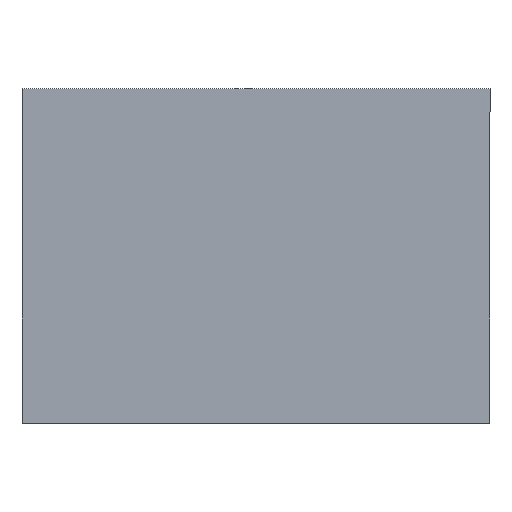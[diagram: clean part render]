
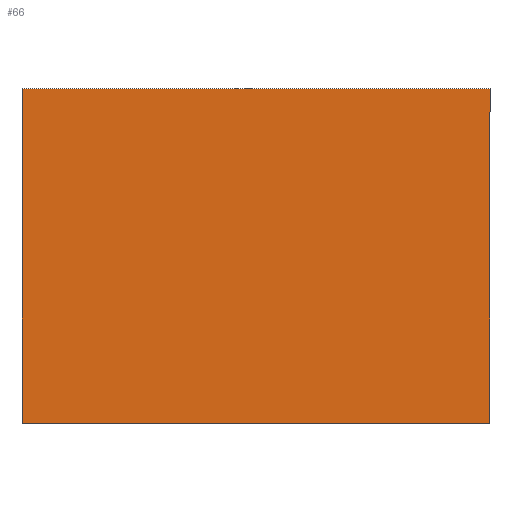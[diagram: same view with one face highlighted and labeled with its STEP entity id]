
A CAD part, top view. The second image highlights one B-rep face of the part: STEP entity #66.
In plain terms, the highlighted planar face has unit normal (0, 0, 1).
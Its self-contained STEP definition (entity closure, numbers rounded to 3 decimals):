
#26 = CARTESIAN_POINT ( 'NONE',  ( 63.057, 24.532, 2.3 ) ) ;
#27 = EDGE_LOOP ( 'NONE', ( #172, #68, #55, #102 ) ) ;
#32 = VERTEX_POINT ( 'NONE', #171 ) ;
#37 = CARTESIAN_POINT ( 'NONE',  ( 63.057, 37.032, 2.3 ) ) ;
#45 = LINE ( 'NONE', #132, #160 ) ;
#46 = LINE ( 'NONE', #37, #96 ) ;
#47 = AXIS2_PLACEMENT_3D ( 'NONE', #59, #170, #75 ) ;
#52 = DIRECTION ( 'NONE',  ( 0., 1., 0. ) ) ;
#55 = ORIENTED_EDGE ( 'NONE', *, *, #150, .T. ) ;
#59 = CARTESIAN_POINT ( 'NONE',  ( 0., 0., 2.3 ) ) ;
#62 = EDGE_CURVE ( 'NONE', #32, #186, #45, .T. ) ;
#66 = ADVANCED_FACE ( 'NONE', ( #97 ), #153, .T. ) ;
#68 = ORIENTED_EDGE ( 'NONE', *, *, #166, .T. ) ;
#75 = DIRECTION ( 'NONE',  ( 1., 0., 0. ) ) ;
#77 = CARTESIAN_POINT ( 'NONE',  ( 45.557, 37.032, 2.3 ) ) ;
#85 = LINE ( 'NONE', #106, #113 ) ;
#96 = VECTOR ( 'NONE', #52, 1000. ) ;
#97 = FACE_OUTER_BOUND ( 'NONE', #27, .T. ) ;
#102 = ORIENTED_EDGE ( 'NONE', *, *, #62, .T. ) ;
#106 = CARTESIAN_POINT ( 'NONE',  ( 45.557, 24.532, 2.3 ) ) ;
#113 = VECTOR ( 'NONE', #164, 1000. ) ;
#124 = CARTESIAN_POINT ( 'NONE',  ( 45.557, 37.032, 2.3 ) ) ;
#132 = CARTESIAN_POINT ( 'NONE',  ( 45.557, 37.032, 2.3 ) ) ;
#139 = EDGE_CURVE ( 'NONE', #186, #162, #176, .T. ) ;
#142 = CARTESIAN_POINT ( 'NONE',  ( 45.557, 24.532, 2.3 ) ) ;
#149 = VERTEX_POINT ( 'NONE', #26 ) ;
#150 = EDGE_CURVE ( 'NONE', #149, #32, #46, .T. ) ;
#153 = PLANE ( 'NONE',  #47 ) ;
#160 = VECTOR ( 'NONE', #188, 1000. ) ;
#162 = VERTEX_POINT ( 'NONE', #142 ) ;
#164 = DIRECTION ( 'NONE',  ( 1., 0., 0. ) ) ;
#166 = EDGE_CURVE ( 'NONE', #162, #149, #85, .T. ) ;
#170 = DIRECTION ( 'NONE',  ( 0., 0., 1. ) ) ;
#171 = CARTESIAN_POINT ( 'NONE',  ( 63.057, 37.032, 2.3 ) ) ;
#172 = ORIENTED_EDGE ( 'NONE', *, *, #139, .T. ) ;
#176 = LINE ( 'NONE', #124, #183 ) ;
#183 = VECTOR ( 'NONE', #195, 1000. ) ;
#186 = VERTEX_POINT ( 'NONE', #77 ) ;
#188 = DIRECTION ( 'NONE',  ( -1., 0., 0. ) ) ;
#195 = DIRECTION ( 'NONE',  ( 0., -1., 0. ) ) ;
